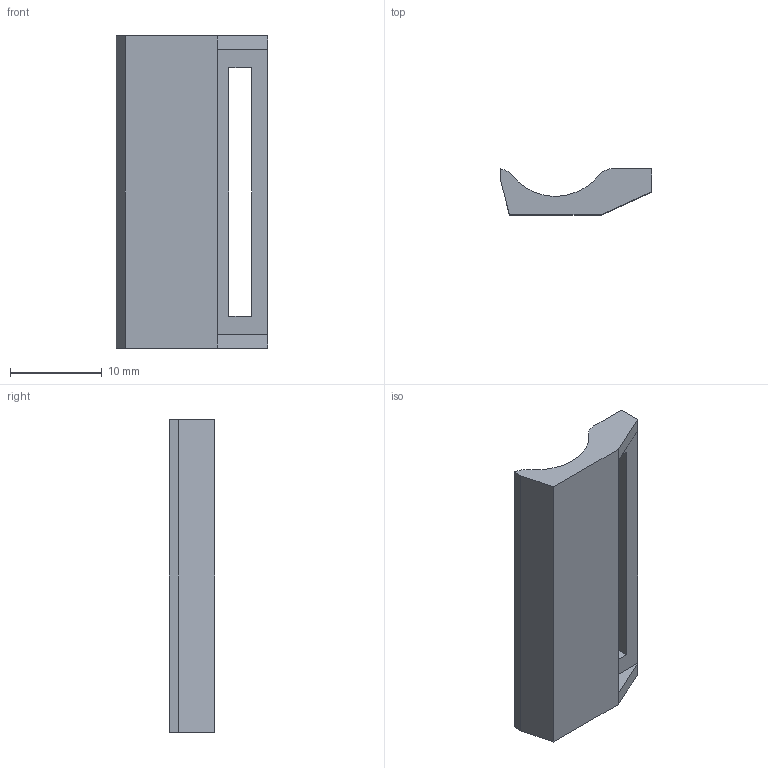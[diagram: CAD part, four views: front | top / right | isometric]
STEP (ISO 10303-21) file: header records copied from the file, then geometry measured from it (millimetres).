
FILE_DESCRIPTION (( 'STEP AP214' ), '1' );
FILE_NAME ('1197126_KSTP1.stp', '2018-08-16T08:01:14', ( '' ), ( '' ), 'SwSTEP 2.0', 'SolidWorks 2016', '' );
FILE_SCHEMA (( 'AUTOMOTIVE_DESIGN' ));
Length unit declared in the file: millimetre
Products named in the file (1): 1197126_KSTP1
Bounding box: 16.5 x 5 x 34 mm (x, y, z)
Volume: 1357.7 mm3; surface area: 1631.4 mm2
Topology: 1 solids, 1 shells, 66 faces, 171 edges, 112 vertices
Faces by surface type: plane 30, bspline 27, cylinder 9
Entity records: 3126 total; most frequent: CARTESIAN_POINT 1646, ORIENTED_EDGE 342, DIRECTION 213, EDGE_CURVE 171, VERTEX_POINT 112, LINE 97, VECTOR 97, EDGE_LOOP 73
